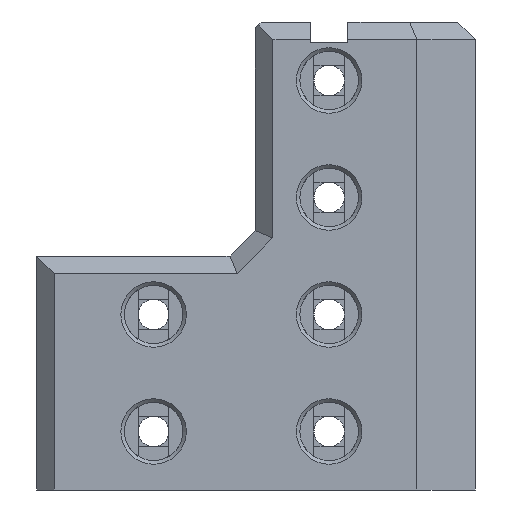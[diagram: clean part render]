
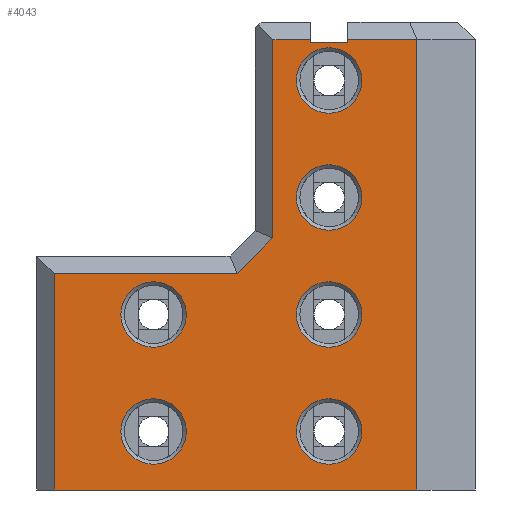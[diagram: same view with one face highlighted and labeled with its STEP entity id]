
A CAD part, front view. The second image highlights one B-rep face of the part: STEP entity #4043.
In plain terms, the highlighted planar face has unit normal (0, -1, 0).
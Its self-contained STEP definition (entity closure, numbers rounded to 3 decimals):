
#113=FACE_BOUND('',#602,.T.);
#114=FACE_BOUND('',#603,.T.);
#115=FACE_BOUND('',#604,.T.);
#116=FACE_BOUND('',#605,.T.);
#117=FACE_BOUND('',#606,.T.);
#118=FACE_BOUND('',#607,.T.);
#185=CIRCLE('',#4346,5.6);
#186=CIRCLE('',#4347,5.6);
#187=CIRCLE('',#4348,5.6);
#188=CIRCLE('',#4349,5.6);
#189=CIRCLE('',#4350,5.6);
#190=CIRCLE('',#4351,5.6);
#351=FACE_OUTER_BOUND('',#601,.T.);
#601=EDGE_LOOP('',(#2894,#2895,#2896,#2897,#2898,#2899,#2900,#2901,#2902,
#2903,#2904));
#602=EDGE_LOOP('',(#2905));
#603=EDGE_LOOP('',(#2906));
#604=EDGE_LOOP('',(#2907));
#605=EDGE_LOOP('',(#2908));
#606=EDGE_LOOP('',(#2909));
#607=EDGE_LOOP('',(#2910));
#866=LINE('',#6124,#1283);
#903=LINE('',#6211,#1320);
#933=LINE('',#6291,#1350);
#936=LINE('',#6296,#1353);
#939=LINE('',#6301,#1356);
#940=LINE('',#6304,#1357);
#942=LINE('',#6307,#1359);
#943=LINE('',#6309,#1360);
#944=LINE('',#6310,#1361);
#945=LINE('',#6312,#1362);
#946=LINE('',#6313,#1363);
#1283=VECTOR('',#4820,10.);
#1320=VECTOR('',#4891,10.);
#1350=VECTOR('',#4967,10.);
#1353=VECTOR('',#4972,10.);
#1356=VECTOR('',#4977,10.);
#1357=VECTOR('',#4980,10.);
#1359=VECTOR('',#4984,10.);
#1360=VECTOR('',#4985,10.);
#1361=VECTOR('',#4986,10.);
#1362=VECTOR('',#4987,10.);
#1363=VECTOR('',#4988,10.);
#1736=VERTEX_POINT('',#6121);
#1737=VERTEX_POINT('',#6123);
#1769=VERTEX_POINT('',#6208);
#1770=VERTEX_POINT('',#6210);
#1796=VERTEX_POINT('',#6289);
#1797=VERTEX_POINT('',#6290);
#1798=VERTEX_POINT('',#6295);
#1799=VERTEX_POINT('',#6299);
#1800=VERTEX_POINT('',#6303);
#1801=VERTEX_POINT('',#6308);
#1802=VERTEX_POINT('',#6311);
#1803=VERTEX_POINT('',#6314);
#1804=VERTEX_POINT('',#6316);
#1805=VERTEX_POINT('',#6318);
#1806=VERTEX_POINT('',#6320);
#1807=VERTEX_POINT('',#6322);
#1808=VERTEX_POINT('',#6324);
#2127=EDGE_CURVE('',#1737,#1736,#866,.F.);
#2170=EDGE_CURVE('',#1770,#1769,#903,.F.);
#2210=EDGE_CURVE('',#1796,#1797,#933,.T.);
#2213=EDGE_CURVE('',#1798,#1796,#936,.T.);
#2216=EDGE_CURVE('',#1799,#1798,#939,.T.);
#2217=EDGE_CURVE('',#1797,#1800,#940,.T.);
#2219=EDGE_CURVE('',#1770,#1799,#942,.T.);
#2220=EDGE_CURVE('',#1801,#1769,#943,.T.);
#2221=EDGE_CURVE('',#1737,#1801,#944,.T.);
#2222=EDGE_CURVE('',#1736,#1802,#945,.T.);
#2223=EDGE_CURVE('',#1802,#1800,#946,.T.);
#2224=EDGE_CURVE('',#1803,#1803,#185,.T.);
#2225=EDGE_CURVE('',#1804,#1804,#186,.T.);
#2226=EDGE_CURVE('',#1805,#1805,#187,.T.);
#2227=EDGE_CURVE('',#1806,#1806,#188,.T.);
#2228=EDGE_CURVE('',#1807,#1807,#189,.T.);
#2229=EDGE_CURVE('',#1808,#1808,#190,.T.);
#2894=ORIENTED_EDGE('',*,*,#2216,.F.);
#2895=ORIENTED_EDGE('',*,*,#2219,.F.);
#2896=ORIENTED_EDGE('',*,*,#2170,.T.);
#2897=ORIENTED_EDGE('',*,*,#2220,.F.);
#2898=ORIENTED_EDGE('',*,*,#2221,.F.);
#2899=ORIENTED_EDGE('',*,*,#2127,.T.);
#2900=ORIENTED_EDGE('',*,*,#2222,.T.);
#2901=ORIENTED_EDGE('',*,*,#2223,.T.);
#2902=ORIENTED_EDGE('',*,*,#2217,.F.);
#2903=ORIENTED_EDGE('',*,*,#2210,.F.);
#2904=ORIENTED_EDGE('',*,*,#2213,.F.);
#2905=ORIENTED_EDGE('',*,*,#2224,.F.);
#2906=ORIENTED_EDGE('',*,*,#2225,.F.);
#2907=ORIENTED_EDGE('',*,*,#2226,.F.);
#2908=ORIENTED_EDGE('',*,*,#2227,.F.);
#2909=ORIENTED_EDGE('',*,*,#2228,.F.);
#2910=ORIENTED_EDGE('',*,*,#2229,.F.);
#3891=PLANE('',#4345);
#4043=ADVANCED_FACE('',(#351,#113,#114,#115,#116,#117,#118),#3891,.F.);
#4345=AXIS2_PLACEMENT_3D('',#6306,#4982,#4983);
#4346=AXIS2_PLACEMENT_3D('',#6315,#4989,#4990);
#4347=AXIS2_PLACEMENT_3D('',#6317,#4991,#4992);
#4348=AXIS2_PLACEMENT_3D('',#6319,#4993,#4994);
#4349=AXIS2_PLACEMENT_3D('',#6321,#4995,#4996);
#4350=AXIS2_PLACEMENT_3D('',#6323,#4997,#4998);
#4351=AXIS2_PLACEMENT_3D('',#6325,#4999,#5000);
#4820=DIRECTION('',(0.,0.,1.));
#4891=DIRECTION('',(-1.,0.,0.));
#4967=DIRECTION('',(0.,0.,1.));
#4972=DIRECTION('',(0.707,0.,0.707));
#4977=DIRECTION('',(1.,0.,0.));
#4980=DIRECTION('',(1.,0.,0.));
#4982=DIRECTION('center_axis',(0.,1.,0.));
#4983=DIRECTION('ref_axis',(1.,0.,0.));
#4984=DIRECTION('',(0.,0.,1.));
#4985=DIRECTION('',(0.,0.,-1.));
#4986=DIRECTION('',(1.,0.,0.));
#4987=DIRECTION('',(-1.,0.,0.));
#4988=DIRECTION('',(0.,0.,1.));
#4989=DIRECTION('center_axis',(0.,-1.,0.));
#4990=DIRECTION('ref_axis',(1.,0.,0.));
#4991=DIRECTION('center_axis',(0.,-1.,0.));
#4992=DIRECTION('ref_axis',(1.,0.,0.));
#4993=DIRECTION('center_axis',(0.,-1.,0.));
#4994=DIRECTION('ref_axis',(1.,0.,0.));
#4995=DIRECTION('center_axis',(0.,-1.,0.));
#4996=DIRECTION('ref_axis',(1.,0.,0.));
#4997=DIRECTION('center_axis',(0.,-1.,0.));
#4998=DIRECTION('ref_axis',(1.,0.,0.));
#4999=DIRECTION('center_axis',(0.,-1.,0.));
#5000=DIRECTION('ref_axis',(1.,0.,0.));
#6121=CARTESIAN_POINT('',(205.069,123.19,388.467));
#6123=CARTESIAN_POINT('',(205.069,123.19,389.017));
#6124=CARTESIAN_POINT('',(205.069,123.19,306.986));
#6208=CARTESIAN_POINT('',(216.869,123.19,312.017));
#6210=CARTESIAN_POINT('',(154.869,123.19,312.017));
#6211=CARTESIAN_POINT('',(166.869,123.19,312.017));
#6289=CARTESIAN_POINT('',(192.269,123.19,355.117));
#6290=CARTESIAN_POINT('',(192.269,123.19,389.017));
#6291=CARTESIAN_POINT('',(192.269,123.19,357.017));
#6295=CARTESIAN_POINT('',(186.169,123.19,349.017));
#6296=CARTESIAN_POINT('',(187.369,123.19,350.217));
#6299=CARTESIAN_POINT('',(154.869,123.19,349.017));
#6301=CARTESIAN_POINT('',(166.869,123.19,349.017));
#6303=CARTESIAN_POINT('',(198.669,123.19,389.017));
#6304=CARTESIAN_POINT('',(196.869,123.19,389.017));
#6306=CARTESIAN_POINT('Origin',(181.869,123.19,352.017));
#6307=CARTESIAN_POINT('',(154.869,123.19,352.017));
#6308=CARTESIAN_POINT('',(216.869,123.19,389.017));
#6309=CARTESIAN_POINT('',(216.869,123.19,352.017));
#6310=CARTESIAN_POINT('',(196.869,123.19,389.017));
#6311=CARTESIAN_POINT('',(198.669,123.19,388.467));
#6312=CARTESIAN_POINT('',(193.369,123.19,388.467));
#6313=CARTESIAN_POINT('',(198.669,123.19,306.986));
#6314=CARTESIAN_POINT('',(196.269,123.19,382.017));
#6315=CARTESIAN_POINT('Origin',(201.869,123.19,382.017));
#6316=CARTESIAN_POINT('',(196.269,123.19,322.017));
#6317=CARTESIAN_POINT('Origin',(201.869,123.19,322.017));
#6318=CARTESIAN_POINT('',(196.269,123.19,362.017));
#6319=CARTESIAN_POINT('Origin',(201.869,123.19,362.017));
#6320=CARTESIAN_POINT('',(196.269,123.19,342.017));
#6321=CARTESIAN_POINT('Origin',(201.869,123.19,342.017));
#6322=CARTESIAN_POINT('',(166.269,123.19,322.017));
#6323=CARTESIAN_POINT('Origin',(171.869,123.19,322.017));
#6324=CARTESIAN_POINT('',(166.269,123.19,342.017));
#6325=CARTESIAN_POINT('Origin',(171.869,123.19,342.017));
